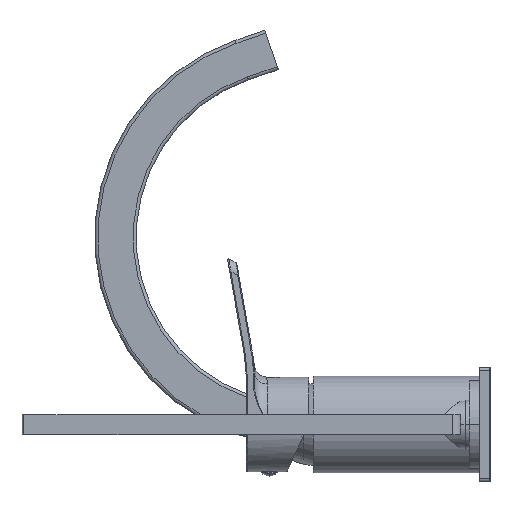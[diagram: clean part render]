
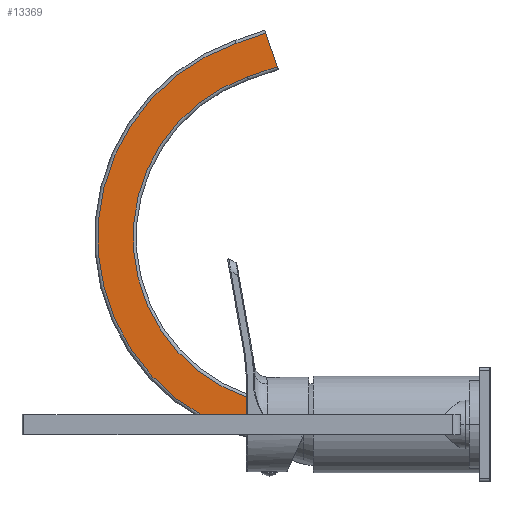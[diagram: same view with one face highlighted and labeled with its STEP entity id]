
A CAD part, left-side view. The second image highlights one B-rep face of the part: STEP entity #13369.
In plain terms, the highlighted planar face has unit normal (-1, 0, 0).
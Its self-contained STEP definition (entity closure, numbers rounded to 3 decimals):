
#11914=DIRECTION('',(0.,0.,-1.));
#11915=VECTOR('',#11914,17.);
#11916=CARTESIAN_POINT('',(124.5,0.,8.5));
#11917=LINE('',#11916,#11915);
#12250=DIRECTION('',(0.,-1.,0.));
#12251=VECTOR('',#12250,85.012);
#12252=CARTESIAN_POINT('',(124.5,85.012,-8.5));
#12253=LINE('',#12252,#12251);
#12254=CARTESIAN_POINT('',(124.5,85.012,89.988));
#12255=DIRECTION('',(-1.,0.,0.));
#12256=DIRECTION('',(0.,0.326,0.946));
#12257=AXIS2_PLACEMENT_3D('',#12254,#12255,#12256);
#12259=DIRECTION('',(0.,0.946,-0.326));
#12260=VECTOR('',#12259,15.134);
#12261=CARTESIAN_POINT('',(124.5,102.767,188.037));
#12262=LINE('',#12261,#12260);
#12263=DIRECTION('',(0.,0.946,-0.326));
#12264=VECTOR('',#12263,15.134);
#12265=CARTESIAN_POINT('',(124.5,97.233,171.963));
#12266=LINE('',#12265,#12264);
#12267=CARTESIAN_POINT('',(124.5,85.012,89.988));
#12268=DIRECTION('',(-1.,0.,0.));
#12269=DIRECTION('',(0.,0.326,0.946));
#12270=AXIS2_PLACEMENT_3D('',#12267,#12268,#12269);
#12272=DIRECTION('',(0.,-1.,0.));
#12273=VECTOR('',#12272,85.012);
#12274=CARTESIAN_POINT('',(124.5,85.012,8.5));
#12275=LINE('',#12274,#12273);
#12314=DIRECTION('',(0.,-0.326,-0.946));
#12315=VECTOR('',#12314,17.);
#12316=CARTESIAN_POINT('',(124.5,102.767,188.037));
#12317=LINE('',#12316,#12315);
#12460=CARTESIAN_POINT('',(124.5,111.542,167.036));
#12461=CARTESIAN_POINT('',(124.5,85.012,8.5));
#12462=VERTEX_POINT('',#12460);
#12463=VERTEX_POINT('',#12461);
#12464=CARTESIAN_POINT('',(124.5,97.233,171.963));
#12466=VERTEX_POINT('',#12464);
#12468=CARTESIAN_POINT('',(124.5,117.077,183.11));
#12469=CARTESIAN_POINT('',(124.5,85.012,-8.5));
#12470=VERTEX_POINT('',#12468);
#12471=VERTEX_POINT('',#12469);
#12477=CARTESIAN_POINT('',(124.5,102.767,188.037));
#12479=VERTEX_POINT('',#12477);
#12510=CARTESIAN_POINT('',(124.5,0.,8.5));
#12511=CARTESIAN_POINT('',(124.5,0.,-8.5));
#12512=VERTEX_POINT('',#12510);
#12513=VERTEX_POINT('',#12511);
#13349=CARTESIAN_POINT('',(124.5,0.,-10.));
#13350=DIRECTION('',(-1.,0.,0.));
#13351=DIRECTION('',(0.,0.,1.));
#13352=AXIS2_PLACEMENT_3D('',#13349,#13350,#13351);
#13353=PLANE('',#13352);
#13354=ORIENTED_EDGE('',*,*,#12579,.T.);
#13355=ORIENTED_EDGE('',*,*,#12541,.F.);
#13357=ORIENTED_EDGE('',*,*,#13356,.F.);
#13359=ORIENTED_EDGE('',*,*,#13358,.F.);
#13361=ORIENTED_EDGE('',*,*,#13360,.T.);
#13363=ORIENTED_EDGE('',*,*,#13362,.T.);
#13365=ORIENTED_EDGE('',*,*,#13364,.T.);
#13366=ORIENTED_EDGE('',*,*,#13334,.T.);
#13367=EDGE_LOOP('',(#13354,#13355,#13357,#13359,#13361,#13363,#13365,#13366));
#13368=FACE_OUTER_BOUND('',#13367,.F.);
#13369=ADVANCED_FACE('',(#13368),#13353,.T.);
#12258=CIRCLE('',#12257,98.488);
#12271=CIRCLE('',#12270,81.488);
#12541=EDGE_CURVE('',#12471,#12513,#12253,.T.);
#12579=EDGE_CURVE('',#12512,#12513,#11917,.T.);
#13334=EDGE_CURVE('',#12463,#12512,#12275,.T.);
#13356=EDGE_CURVE('',#12470,#12471,#12258,.T.);
#13358=EDGE_CURVE('',#12479,#12470,#12262,.T.);
#13360=EDGE_CURVE('',#12479,#12466,#12317,.T.);
#13362=EDGE_CURVE('',#12466,#12462,#12266,.T.);
#13364=EDGE_CURVE('',#12462,#12463,#12271,.T.);
